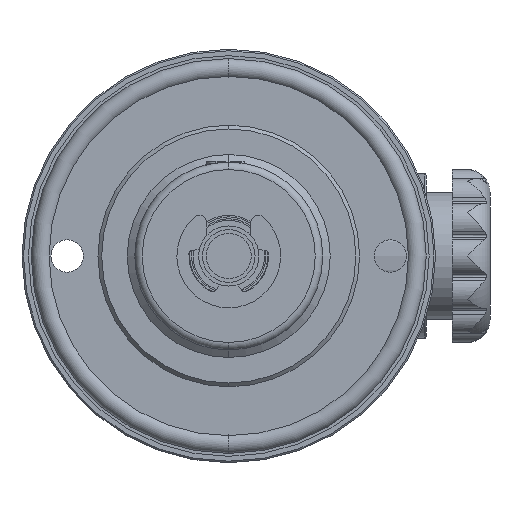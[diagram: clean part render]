
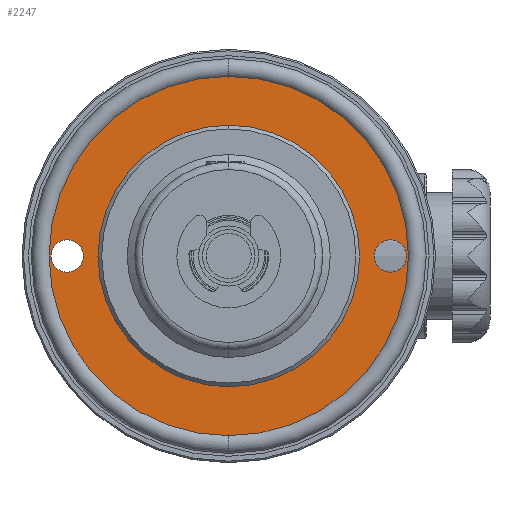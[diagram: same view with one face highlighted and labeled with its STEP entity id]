
A CAD part, front view. The second image highlights one B-rep face of the part: STEP entity #2247.
In plain terms, the highlighted planar face has unit normal (0, -1, 0).
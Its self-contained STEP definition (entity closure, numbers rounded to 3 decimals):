
#6 = PLANE ( 'NONE',  #529 ) ;
#299 = FACE_BOUND ( 'NONE', #20738, .T. ) ;
#529 = AXIS2_PLACEMENT_3D ( 'NONE', #13236, #13381, #22008 ) ;
#960 = DIRECTION ( 'NONE',  ( 0., 1., 0. ) ) ;
#2020 = ORIENTED_EDGE ( 'NONE', *, *, #10953, .T. ) ;
#2025 = DIRECTION ( 'NONE',  ( 0., 0., 1. ) ) ;
#2247 = ADVANCED_FACE ( 'NONE', ( #299, #6370, #4247, #21579 ), #6, .T. ) ;
#2340 = DIRECTION ( 'NONE',  ( 0., 1., 0. ) ) ;
#2428 = DIRECTION ( 'NONE',  ( 1., 0., 0. ) ) ;
#2786 = EDGE_CURVE ( 'NONE', #23038, #27224, #7409, .T. ) ;
#3253 = DIRECTION ( 'NONE',  ( 1., 0., 0. ) ) ;
#3368 = EDGE_CURVE ( 'NONE', #22929, #26545, #17026, .T. ) ;
#3376 = CARTESIAN_POINT ( 'NONE',  ( -21.5, 0., 0. ) ) ;
#4147 = DIRECTION ( 'NONE',  ( 0., 1., 0. ) ) ;
#4247 = FACE_BOUND ( 'NONE', #8306, .T. ) ;
#5142 = DIRECTION ( 'NONE',  ( 0., 1., 0. ) ) ;
#5253 = CIRCLE ( 'NONE', #26871, 2.15 ) ;
#5270 = ORIENTED_EDGE ( 'NONE', *, *, #6549, .T. ) ;
#5334 = DIRECTION ( 'NONE',  ( 0., 1., 0. ) ) ;
#5445 = EDGE_CURVE ( 'NONE', #15235, #13139, #11161, .T. ) ;
#6119 = CARTESIAN_POINT ( 'NONE',  ( 23.65, 0., 0. ) ) ;
#6261 = CARTESIAN_POINT ( 'NONE',  ( 0., 0., 0. ) ) ;
#6370 = FACE_OUTER_BOUND ( 'NONE', #7567, .T. ) ;
#6549 = EDGE_CURVE ( 'NONE', #19534, #17480, #16617, .T. ) ;
#6658 = AXIS2_PLACEMENT_3D ( 'NONE', #20413, #9719, #24378 ) ;
#6927 = CIRCLE ( 'NONE', #10521, 23.9 ) ;
#7021 = CARTESIAN_POINT ( 'NONE',  ( -19.35, 0., 0. ) ) ;
#7392 = CARTESIAN_POINT ( 'NONE',  ( 21.5, 0., 0. ) ) ;
#7409 = CIRCLE ( 'NONE', #15540, 17.4 ) ;
#7567 = EDGE_LOOP ( 'NONE', ( #10246, #12681 ) ) ;
#7785 = EDGE_CURVE ( 'NONE', #13139, #15235, #8392, .T. ) ;
#8306 = EDGE_LOOP ( 'NONE', ( #24065, #2020 ) ) ;
#8337 = CARTESIAN_POINT ( 'NONE',  ( 0., 0., -17.4 ) ) ;
#8392 = CIRCLE ( 'NONE', #20098, 2.15 ) ;
#9171 = CARTESIAN_POINT ( 'NONE',  ( 0., 0., 0. ) ) ;
#9719 = DIRECTION ( 'NONE',  ( 0., 1., 0. ) ) ;
#10246 = ORIENTED_EDGE ( 'NONE', *, *, #13509, .F. ) ;
#10521 = AXIS2_PLACEMENT_3D ( 'NONE', #9171, #960, #16074 ) ;
#10953 = EDGE_CURVE ( 'NONE', #27224, #23038, #14774, .T. ) ;
#10957 = DIRECTION ( 'NONE',  ( -1., 0., 0. ) ) ;
#11161 = CIRCLE ( 'NONE', #12012, 2.15 ) ;
#11888 = ORIENTED_EDGE ( 'NONE', *, *, #5445, .T. ) ;
#12012 = AXIS2_PLACEMENT_3D ( 'NONE', #12690, #21303, #2428 ) ;
#12681 = ORIENTED_EDGE ( 'NONE', *, *, #3368, .F. ) ;
#12690 = CARTESIAN_POINT ( 'NONE',  ( -21.5, 0., 0. ) ) ;
#13019 = CARTESIAN_POINT ( 'NONE',  ( 21.5, 0., 0. ) ) ;
#13139 = VERTEX_POINT ( 'NONE', #7021 ) ;
#13236 = CARTESIAN_POINT ( 'NONE',  ( -27.5, 0., 0. ) ) ;
#13381 = DIRECTION ( 'NONE',  ( 0., -1., 0. ) ) ;
#13509 = EDGE_CURVE ( 'NONE', #26545, #22929, #6927, .T. ) ;
#14774 = CIRCLE ( 'NONE', #22001, 17.4 ) ;
#15026 = CARTESIAN_POINT ( 'NONE',  ( 0., 0., 17.4 ) ) ;
#15235 = VERTEX_POINT ( 'NONE', #23933 ) ;
#15540 = AXIS2_PLACEMENT_3D ( 'NONE', #27052, #5334, #18189 ) ;
#16074 = DIRECTION ( 'NONE',  ( 0., 0., 1. ) ) ;
#16617 = CIRCLE ( 'NONE', #23327, 2.15 ) ;
#17026 = CIRCLE ( 'NONE', #6658, 23.9 ) ;
#17198 = ORIENTED_EDGE ( 'NONE', *, *, #7785, .T. ) ;
#17480 = VERTEX_POINT ( 'NONE', #6119 ) ;
#18189 = DIRECTION ( 'NONE',  ( 0., 0., 1. ) ) ;
#18224 = CARTESIAN_POINT ( 'NONE',  ( 19.35, 0., 0. ) ) ;
#19534 = VERTEX_POINT ( 'NONE', #18224 ) ;
#20078 = CARTESIAN_POINT ( 'NONE',  ( 0., 0., 23.9 ) ) ;
#20098 = AXIS2_PLACEMENT_3D ( 'NONE', #3376, #24938, #3253 ) ;
#20341 = EDGE_CURVE ( 'NONE', #17480, #19534, #5253, .T. ) ;
#20413 = CARTESIAN_POINT ( 'NONE',  ( 0., 0., 0. ) ) ;
#20738 = EDGE_LOOP ( 'NONE', ( #5270, #27739 ) ) ;
#21303 = DIRECTION ( 'NONE',  ( 0., 1., 0. ) ) ;
#21579 = FACE_BOUND ( 'NONE', #26177, .T. ) ;
#22001 = AXIS2_PLACEMENT_3D ( 'NONE', #6261, #4147, #2025 ) ;
#22008 = DIRECTION ( 'NONE',  ( 0., 0., -1. ) ) ;
#22475 = DIRECTION ( 'NONE',  ( -1., 0., 0. ) ) ;
#22929 = VERTEX_POINT ( 'NONE', #24627 ) ;
#23038 = VERTEX_POINT ( 'NONE', #15026 ) ;
#23327 = AXIS2_PLACEMENT_3D ( 'NONE', #13019, #2340, #10957 ) ;
#23933 = CARTESIAN_POINT ( 'NONE',  ( -23.65, 0., 0. ) ) ;
#24065 = ORIENTED_EDGE ( 'NONE', *, *, #2786, .T. ) ;
#24378 = DIRECTION ( 'NONE',  ( 0., 0., 1. ) ) ;
#24627 = CARTESIAN_POINT ( 'NONE',  ( 0., 0., -23.9 ) ) ;
#24938 = DIRECTION ( 'NONE',  ( 0., 1., 0. ) ) ;
#26177 = EDGE_LOOP ( 'NONE', ( #17198, #11888 ) ) ;
#26545 = VERTEX_POINT ( 'NONE', #20078 ) ;
#26871 = AXIS2_PLACEMENT_3D ( 'NONE', #7392, #5142, #22475 ) ;
#27052 = CARTESIAN_POINT ( 'NONE',  ( 0., 0., 0. ) ) ;
#27224 = VERTEX_POINT ( 'NONE', #8337 ) ;
#27739 = ORIENTED_EDGE ( 'NONE', *, *, #20341, .T. ) ;
